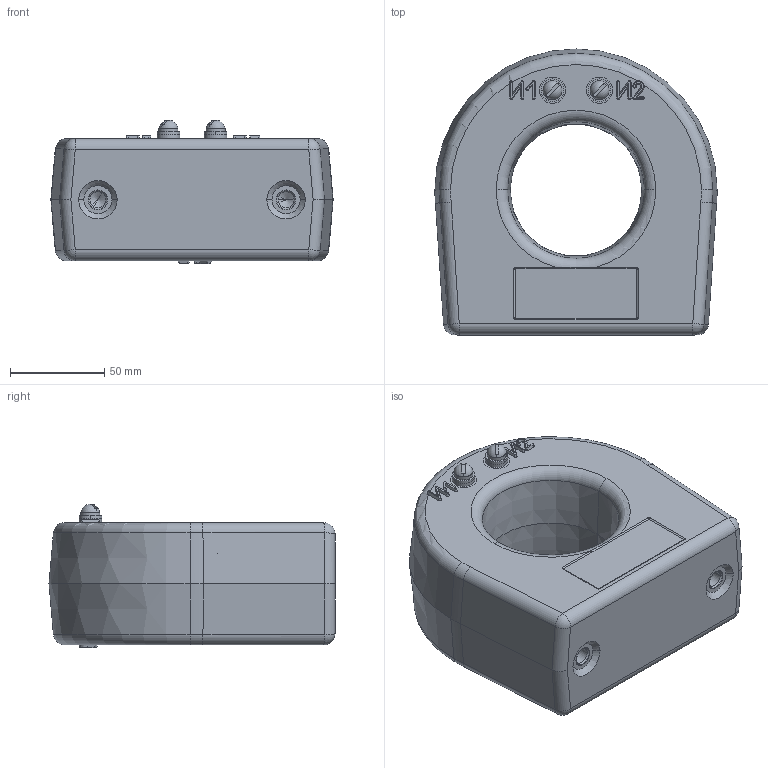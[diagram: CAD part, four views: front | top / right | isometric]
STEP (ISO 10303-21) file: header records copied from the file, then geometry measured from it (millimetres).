
FILE_DESCRIPTION (( 'STEP AP203' ), '1' );
FILE_NAME ('ÒÇËÌ-I ëèòîé.STEP', '2022-07-28T08:49:09', ( '' ), ( '' ), 'SwSTEP 2.0', 'SolidWorks 2010', '' );
FILE_SCHEMA (( 'CONFIG_CONTROL_DESIGN' ));
Length unit declared in the file: millimetre
Products named in the file (28): 8藤.760.606; 8藤.140.034_Default; 5ÃÃ.529.192_Òðàíñôîðìàòîð òîêà; ÒÇËÌ-I ëèòîé; 6ÃÃ.176.028_Òðàíñôîðìàòîð òîêà; 8藤.636.159_-04; 5ÃÃ.529.191_Êàòóøêà; 8藤.300.030_-06; 5藤.640.070_-04; 8藤.300.031_-06; 8藤.760.642_8藤.760.642; ÎÁìîòêà1 äëÿ 5ÃÃ.529.191; 8藤.760.178; 疿岍.714 661.001 (8桋.551.046)_8桋.551.046; ÎÒâîä2SLDPRT; Îòâîä1 äëÿ 5ÃÃ.529.191 (êàòóøêà); Ëåíòà ËÝ; ﾇ瑟鶴 蓁 5ﾃﾃ.529.191; Çåðêàëüíî îòðàçèòüÇàìîê äëÿ 5ÃÃ.529.191; Çåðêàëüíî îòðàçèòüËåíòà ËÝ1; Ñòÿæêà äëÿ 5ÃÃ.529.192; ﾇ瑟鶴 蓁 5ﾃﾃ.529.192.529; Êîìïàóíä äëÿ 6ÃÃ.176.028; ﾘ琺矜 A.6.0112 ﾃﾎﾑﾒ 11371-78_ﾘ琺矜 A.6.0112 ﾃﾎﾑﾒ 11371-78; 8ﾃﾃ.199.028_蓁 6ﾃﾃ.176.139; ﾘ琺矜 6T 65ﾃ 0112 ﾃﾎﾑﾒ 6402-70_ﾘ琺矜 6T 65ﾃ 0112 ﾃﾎﾑﾒ 6402-70; 8藤.946.048_-01; 鎔艜 A.M6x10.0112 襞旂 17473-80_鎔艜 A.M6x10.0112 襞旂 17473-80
Assembly tree (66 placements, depth 6):
  ÒÇËÌ-I ëèòîé
    鎔艜 A.M6x10.0112 襞旂 17473-80_鎔艜 A.M6x10.0112 襞旂 17473-80  x2
    ﾘ琺矜 A.6.0112 ﾃﾎﾑﾒ 11371-78_ﾘ琺矜 A.6.0112 ﾃﾎﾑﾒ 11371-78  x2
    ﾘ琺矜 6T 65ﾃ 0112 ﾃﾎﾑﾒ 6402-70_ﾘ琺矜 6T 65ﾃ 0112 ﾃﾎﾑﾒ 6402-70  x2
    6ÃÃ.176.028_Òðàíñôîðìàòîð òîêà
      8ﾃﾃ.199.028_蓁 6ﾃﾃ.176.139  x3
      5ÃÃ.529.192_Òðàíñôîðìàòîð òîêà
        Ñòÿæêà äëÿ 5ÃÃ.529.192  x3
        8藤.760.606
        ﾇ瑟鶴 蓁 5ﾃﾃ.529.192.529  x3
        5ÃÃ.529.191_Êàòóøêà
          ÎÁìîòêà1 äëÿ 5ÃÃ.529.191  x23
          疿岍.714 661.001 (8桋.551.046)_8桋.551.046  x2
          Îòâîä1 äëÿ 5ÃÃ.529.191 (êàòóøêà)
          ÎÒâîä2SLDPRT
          5藤.640.070_-04
            8藤.760.178  x4
            8藤.760.642_8藤.760.642  x4
            8藤.300.031_-06
            8藤.300.030_-06
            8藤.636.159_-04
          Çåðêàëüíî îòðàçèòüÇàìîê äëÿ 5ÃÃ.529.191
          Ëåíòà ËÝ
          Çåðêàëüíî îòðàçèòüËåíòà ËÝ1
          ﾇ瑟鶴 蓁 5ﾃﾃ.529.191
        8藤.140.034_Default
      Êîìïàóíä äëÿ 6ÃÃ.176.028
      8藤.946.048_-01  x2
Bounding box: 150 x 152 x 76.22 mm (x, y, z)
Volume: 999804.5 mm3; surface area: 425375.8 mm2
Topology: 69 solids, 70 shells, 1392 faces, 3181 edges, 1897 vertices
Faces by surface type: plane 479, bspline 469, cylinder 219, cone 132, torus 54, sphere 39
Entity records: 26391 total; most frequent: CARTESIAN_POINT 5326, DIRECTION 3757, ORIENTED_EDGE 3420, EDGE_CURVE 1710, AXIS2_PLACEMENT_3D 1387, VERTEX_POINT 1077, VECTOR 983, LINE 983
